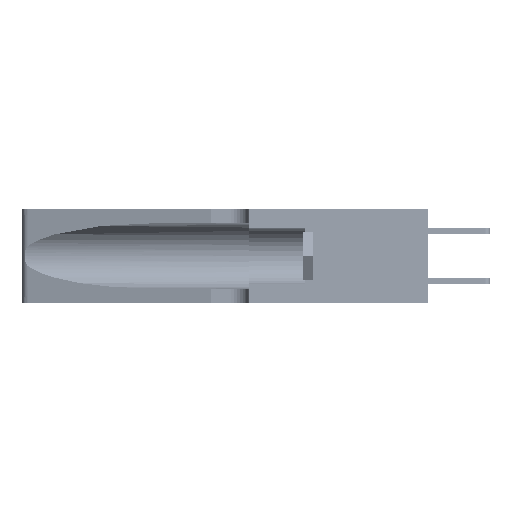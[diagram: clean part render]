
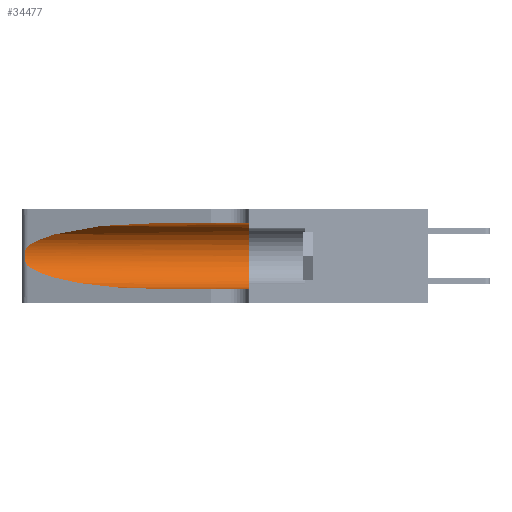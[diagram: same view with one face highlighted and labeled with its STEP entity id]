
A CAD part, left-side view. The second image highlights one B-rep face of the part: STEP entity #34477.
In plain terms, the highlighted cylindrical face has radius 3.308 mm (diameter 6.617 mm), a partial arc.
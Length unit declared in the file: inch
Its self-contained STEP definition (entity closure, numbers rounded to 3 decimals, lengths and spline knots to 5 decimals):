
#1358 = VERTEX_POINT ( 'NONE', #25800 ) ;
#2217 = CARTESIAN_POINT ( 'NONE',  ( 0.18966, 0.96281, 0.05475 ) ) ;
#2275 = FACE_OUTER_BOUND ( 'NONE', #6801, .T. ) ;
#2713 = ORIENTED_EDGE ( 'NONE', *, *, #42617, .F. ) ;
#3496 = DIRECTION ( 'NONE',  ( 0., -1., 0. ) ) ;
#3539 = CARTESIAN_POINT ( 'NONE',  ( 0.1305, 0.35, 0.185 ) ) ;
#3904 = CARTESIAN_POINT ( 'NONE',  ( 0.1305, 0.35, 0.31525 ) ) ;
#4812 = CYLINDRICAL_SURFACE ( 'NONE', #18218, 0.13025 ) ;
#5054 = AXIS2_PLACEMENT_3D ( 'NONE', #3539, #35705, #32133 ) ;
#6797 = CIRCLE ( 'NONE', #5054, 0.13025 ) ;
#6801 = EDGE_LOOP ( 'NONE', ( #9167, #44299, #29386, #20688, #19519, #2713 ) ) ;
#6998 = CARTESIAN_POINT ( 'NONE',  ( 0.25555, 1.22994, 0.2215 ) ) ;
#7513 = CARTESIAN_POINT ( 'NONE',  ( 0.25639, 1.23184, 0.21858 ) ) ;
#8222 =( BOUNDED_CURVE ( )  B_SPLINE_CURVE ( 3, ( #18824, #11268, #35570, #31480 ),
 .UNSPECIFIED., .F., .F. ) 
 B_SPLINE_CURVE_WITH_KNOTS ( ( 4, 4 ),
 ( 1.5708, 2.84003 ),
 .UNSPECIFIED. ) 
 CURVE ( )  GEOMETRIC_REPRESENTATION_ITEM ( )  RATIONAL_B_SPLINE_CURVE ( ( 1., 0.87, 0.87, 1. ) ) 
 REPRESENTATION_ITEM ( '' )  );
#9167 = ORIENTED_EDGE ( 'NONE', *, *, #35892, .T. ) ;
#10780 = CARTESIAN_POINT ( 'NONE',  ( 0.25487, 1.22718, 0.22369 ) ) ;
#11116 = CARTESIAN_POINT ( 'NONE',  ( 0.25555, 1.22993, 0.14849 ) ) ;
#11268 = CARTESIAN_POINT ( 'NONE',  ( 0.18966, 0.96281, 0.31525 ) ) ;
#11668 = CARTESIAN_POINT ( 'NONE',  ( 0.25789, 1.23486, 0.15765 ) ) ;
#11767 = EDGE_CURVE ( 'NONE', #52556, #25844, #43149, .T. ) ;
#13252 = EDGE_CURVE ( 'NONE', #22477, #52556, #23985, .T. ) ;
#13287 = VERTEX_POINT ( 'NONE', #10780 ) ;
#13485 = EDGE_CURVE ( 'NONE', #13287, #22477, #14530, .T. ) ;
#14530 = B_SPLINE_CURVE_WITH_KNOTS ( 'NONE', 3,
 ( #23475, #6998, #7513, #35602, #23984, #43930, #36303, #39711, #36121, #47988, #11668, #52408, #11116, #32194 ),
 .UNSPECIFIED., .F., .F.,
 ( 4, 2, 2, 2, 2, 2, 4 ),
 ( 0., 0.00027, 0.00053, 0.00107, 0.0016, 0.00187, 0.00214 ),
 .UNSPECIFIED. ) ;
#16513 = DIRECTION ( 'NONE',  ( 0., -1., 0. ) ) ;
#18217 = CARTESIAN_POINT ( 'NONE',  ( 0.1305, 1.61858, 0.185 ) ) ;
#18218 = AXIS2_PLACEMENT_3D ( 'NONE', #18217, #42625, #46154 ) ;
#18394 = EDGE_CURVE ( 'NONE', #21636, #25844, #6797, .T. ) ;
#18668 = CARTESIAN_POINT ( 'NONE',  ( 0.2373, 1.15595, 0.08982 ) ) ;
#18824 = CARTESIAN_POINT ( 'NONE',  ( 0.1305, 0.72297, 0.31525 ) ) ;
#19519 = ORIENTED_EDGE ( 'NONE', *, *, #18394, .F. ) ;
#20688 = ORIENTED_EDGE ( 'NONE', *, *, #11767, .T. ) ;
#21636 = VERTEX_POINT ( 'NONE', #3904 ) ;
#22477 = VERTEX_POINT ( 'NONE', #45009 ) ;
#23475 = CARTESIAN_POINT ( 'NONE',  ( 0.25487, 1.22718, 0.22369 ) ) ;
#23984 = CARTESIAN_POINT ( 'NONE',  ( 0.25854, 1.2359, 0.20912 ) ) ;
#23985 =( BOUNDED_CURVE ( )  B_SPLINE_CURVE ( 3, ( #51368, #18668, #2217, #43247 ),
 .UNSPECIFIED., .F., .T. ) 
 B_SPLINE_CURVE_WITH_KNOTS ( ( 4, 4 ),
 ( 3.44316, 4.71239 ),
 .UNSPECIFIED. ) 
 CURVE ( )  GEOMETRIC_REPRESENTATION_ITEM ( )  RATIONAL_B_SPLINE_CURVE ( ( 1., 0.87, 0.87, 1. ) ) 
 REPRESENTATION_ITEM ( '' )  );
#25800 = CARTESIAN_POINT ( 'NONE',  ( 0.1305, 0.72297, 0.31525 ) ) ;
#25844 = VERTEX_POINT ( 'NONE', #27886 ) ;
#27886 = CARTESIAN_POINT ( 'NONE',  ( 0.1305, 0.35, 0.05475 ) ) ;
#29386 = ORIENTED_EDGE ( 'NONE', *, *, #13252, .T. ) ;
#31480 = CARTESIAN_POINT ( 'NONE',  ( 0.25487, 1.22718, 0.22369 ) ) ;
#32133 = DIRECTION ( 'NONE',  ( 0., 0., 1. ) ) ;
#32194 = CARTESIAN_POINT ( 'NONE',  ( 0.25487, 1.22718, 0.14631 ) ) ;
#32329 = VECTOR ( 'NONE', #16513, 39.37008 ) ;
#32624 = VECTOR ( 'NONE', #3496, 39.37008 ) ;
#34477 = ADVANCED_FACE ( 'NONE', ( #2275 ), #4812, .F. ) ;
#35570 = CARTESIAN_POINT ( 'NONE',  ( 0.2373, 1.15595, 0.28018 ) ) ;
#35602 = CARTESIAN_POINT ( 'NONE',  ( 0.25787, 1.23484, 0.2124 ) ) ;
#35705 = DIRECTION ( 'NONE',  ( 0., 1., 0. ) ) ;
#35892 = EDGE_CURVE ( 'NONE', #1358, #13287, #8222, .T. ) ;
#36121 = CARTESIAN_POINT ( 'NONE',  ( 0.26017, 1.23833, 0.17102 ) ) ;
#36303 = CARTESIAN_POINT ( 'NONE',  ( 0.26075, 1.23896, 0.19203 ) ) ;
#39711 = CARTESIAN_POINT ( 'NONE',  ( 0.26075, 1.23896, 0.178 ) ) ;
#40836 = CARTESIAN_POINT ( 'NONE',  ( 0.1305, 0.72297, 0.05475 ) ) ;
#42617 = EDGE_CURVE ( 'NONE', #1358, #21636, #45293, .T. ) ;
#42625 = DIRECTION ( 'NONE',  ( 0., -1., 0. ) ) ;
#43149 = LINE ( 'NONE', #44802, #32329 ) ;
#43247 = CARTESIAN_POINT ( 'NONE',  ( 0.1305, 0.72297, 0.05475 ) ) ;
#43930 = CARTESIAN_POINT ( 'NONE',  ( 0.26018, 1.23835, 0.19895 ) ) ;
#44299 = ORIENTED_EDGE ( 'NONE', *, *, #13485, .T. ) ;
#44802 = CARTESIAN_POINT ( 'NONE',  ( 0.1305, 1.61858, 0.05475 ) ) ;
#45009 = CARTESIAN_POINT ( 'NONE',  ( 0.25487, 1.22718, 0.14631 ) ) ;
#45293 = LINE ( 'NONE', #48561, #32624 ) ;
#46154 = DIRECTION ( 'NONE',  ( 0., 0., -1. ) ) ;
#47988 = CARTESIAN_POINT ( 'NONE',  ( 0.25856, 1.23593, 0.16098 ) ) ;
#48561 = CARTESIAN_POINT ( 'NONE',  ( 0.1305, 1.61858, 0.31525 ) ) ;
#51368 = CARTESIAN_POINT ( 'NONE',  ( 0.25487, 1.22718, 0.14631 ) ) ;
#52408 = CARTESIAN_POINT ( 'NONE',  ( 0.25639, 1.23186, 0.15144 ) ) ;
#52556 = VERTEX_POINT ( 'NONE', #40836 ) ;
